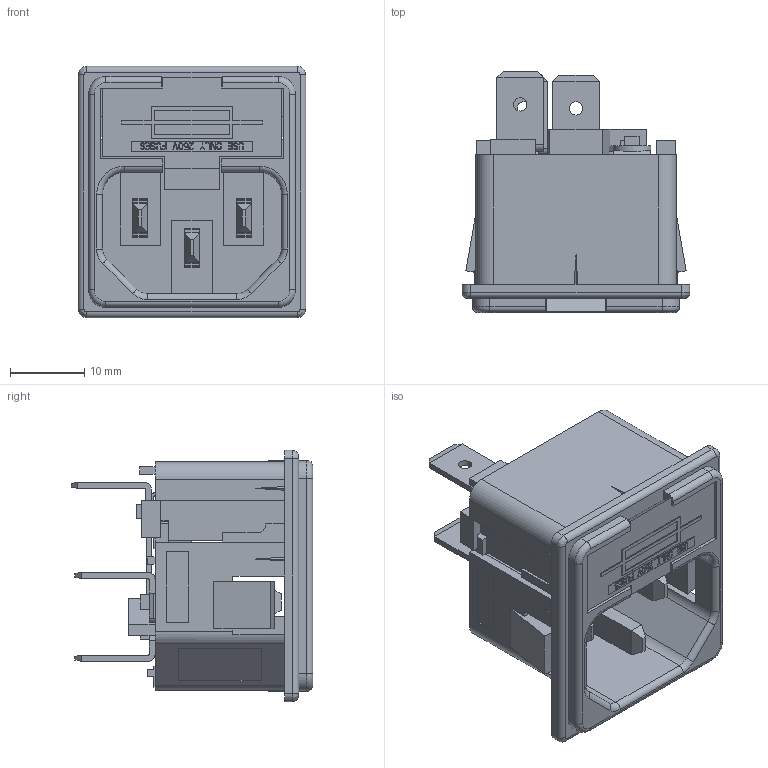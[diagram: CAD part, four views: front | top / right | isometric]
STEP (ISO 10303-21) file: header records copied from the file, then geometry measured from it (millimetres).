
FILE_DESCRIPTION (( 'STEP AP214' ), '1' );
FILE_NAME ('ACM-C4-N10Q6F-LC_3D.step', '2023-09-12T10:02:00', ( '' ), ( '' ), 'SwSTEP 2.0', 'SolidWorks 2022', '' );
FILE_SCHEMA (( 'AUTOMOTIVE_DESIGN' ));
Length unit declared in the file: millimetre
Products named in the file (1): ACM-C4-N10Q6F-LC_3D
Bounding box: 30.73 x 32.58 x 33.91 mm (x, y, z)
Volume: 8055.4 mm3; surface area: 12516.5 mm2
Topology: 13 solids, 13 shells, 1182 faces, 3323 edges, 2192 vertices
Faces by surface type: plane 1018, cylinder 146, torus 10, bspline 8
Entity records: 37921 total; most frequent: CARTESIAN_POINT 6870, ORIENTED_EDGE 6646, DIRECTION 5997, EDGE_CURVE 3323, LINE 2991, VECTOR 2991, VERTEX_POINT 2192, AXIS2_PLACEMENT_3D 1503
